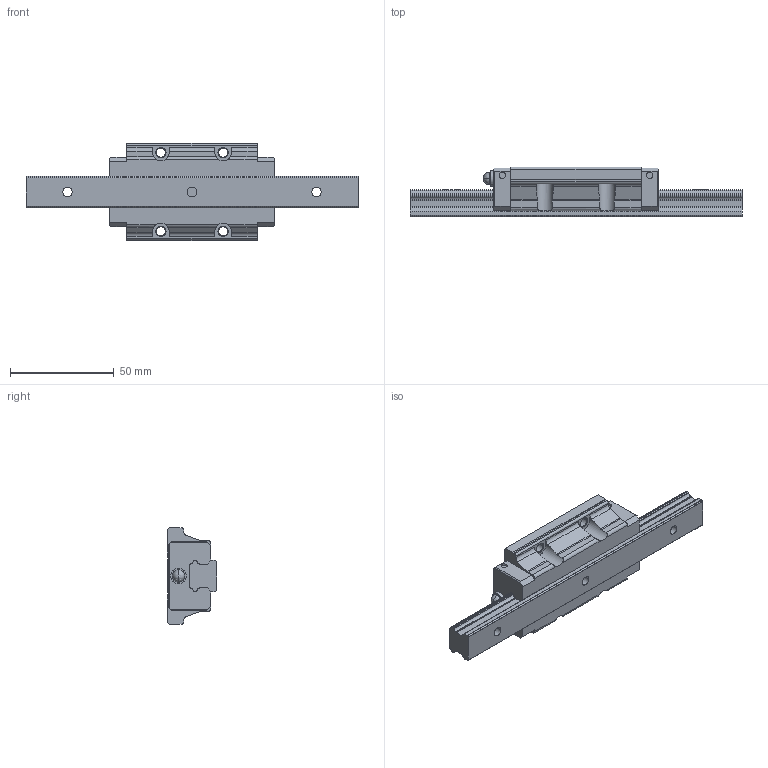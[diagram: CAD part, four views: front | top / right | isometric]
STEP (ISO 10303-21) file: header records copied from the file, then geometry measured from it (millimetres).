
FILE_DESCRIPTION( ( '' ), '1' );
FILE_NAME( 'SHS15LC1SS160200PB1021B40.3000.stp', '2015-10-08T14:25:28', ( '' ), ( '' ), ' ', ' ', ' ' );
FILE_SCHEMA( ( 'automotive_design' ) );
Length unit declared in the file: millimetre
Products named in the file (3): 1; 2; 3
Bounding box: 160 x 24 x 47 mm (x, y, z)
Volume: 78510.7 mm3; surface area: 23773.4 mm2
Topology: 3 solids, 3 shells, 232 faces, 633 edges, 414 vertices
Faces by surface type: plane 112, cylinder 102, cone 16, sphere 2
Entity records: 14653 total; most frequent: CARTESIAN_POINT 1454, DIRECTION 1298, STYLED_ITEM 1278, PRESENTATION_STYLE_ASSIGNMENT 1278, COLOUR_RGB 1278, ORIENTED_EDGE 1258, EDGE_CURVE 629, CURVE_STYLE 629
